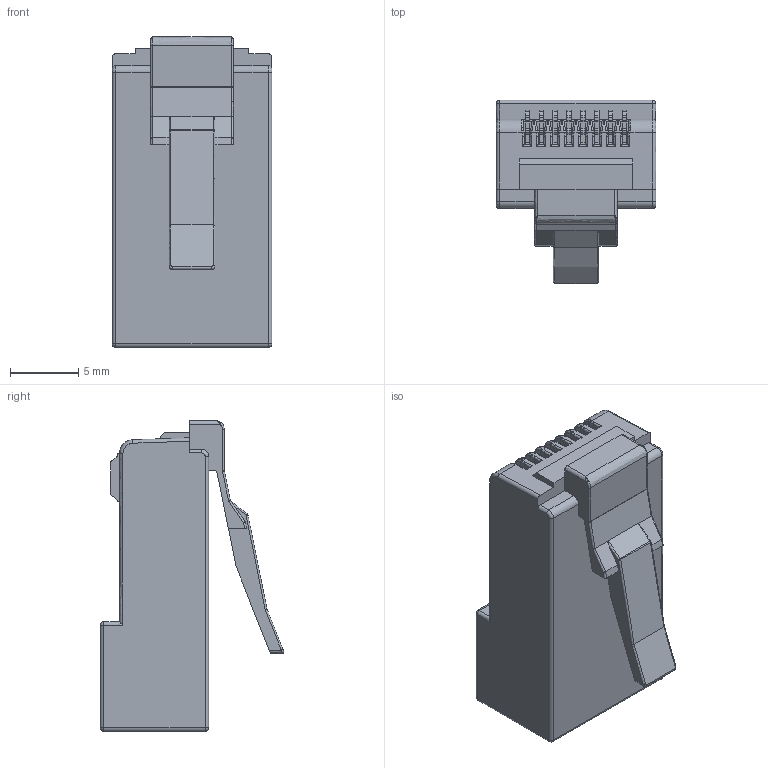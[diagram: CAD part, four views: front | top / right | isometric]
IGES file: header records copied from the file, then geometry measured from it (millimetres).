
Start section: SolidWorks IGES file using analytic representation for surfaces
Global section: file name: MP88RX-x000_rA2.IGS; native system: SolidWorks 2014; preprocessor: SolidWorks 2014; author: Ckelleher; date: 180426.163354; units: millimetre
Bounding box: 11.66 x 13.4 x 22.68 mm (x, y, z)
Surface area: 2160.3 mm2 (no closed solid volume)
Topology: 0 solids, 0 shells, 828 faces, 5972 edges, 5966 vertices
Faces by surface type: bspline 569, revolution 259
